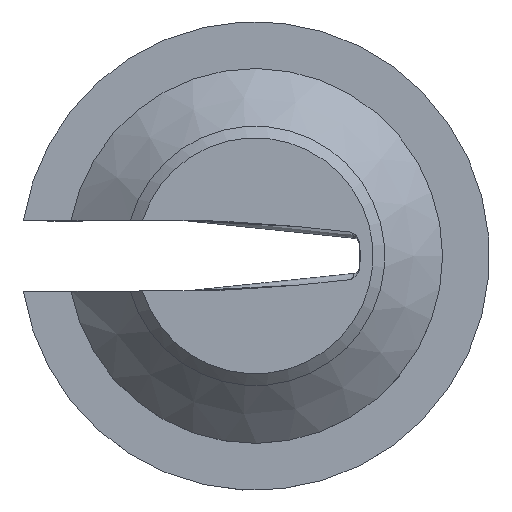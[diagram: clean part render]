
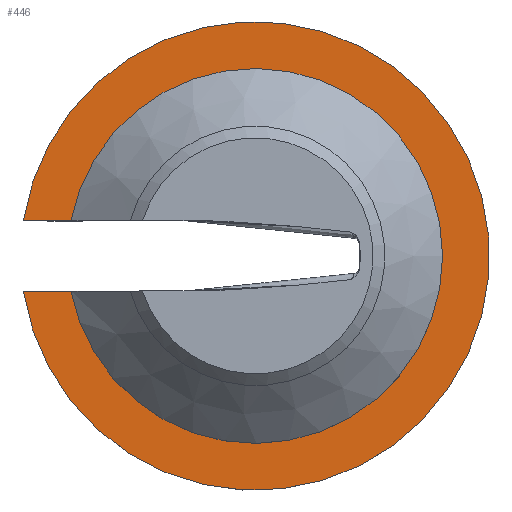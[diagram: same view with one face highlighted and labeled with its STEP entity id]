
A CAD part, top view. The second image highlights one B-rep face of the part: STEP entity #446.
In plain terms, the highlighted planar face has unit normal (0, 0, 1).
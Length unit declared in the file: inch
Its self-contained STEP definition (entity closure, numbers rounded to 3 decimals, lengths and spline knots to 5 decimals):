
#29=LINE('',#873,#43);
#38=LINE('',#1078,#52);
#43=VECTOR('',#509,0.3937);
#52=VECTOR('',#522,0.3937);
#60=PLANE('',#488);
#88=FACE_OUTER_BOUND('',#114,.T.);
#114=EDGE_LOOP('',(#399,#400,#401,#402));
#130=CIRCLE('',#487,1.25);
#131=CIRCLE('',#489,1.);
#181=VERTEX_POINT('',#870);
#182=VERTEX_POINT('',#872);
#199=VERTEX_POINT('',#1075);
#200=VERTEX_POINT('',#1077);
#229=EDGE_CURVE('',#182,#181,#29,.T.);
#249=EDGE_CURVE('',#200,#199,#38,.T.);
#272=EDGE_CURVE('',#199,#182,#130,.T.);
#273=EDGE_CURVE('',#181,#200,#131,.T.);
#399=ORIENTED_EDGE('',*,*,#229,.T.);
#400=ORIENTED_EDGE('',*,*,#273,.T.);
#401=ORIENTED_EDGE('',*,*,#249,.T.);
#402=ORIENTED_EDGE('',*,*,#272,.T.);
#446=ADVANCED_FACE('',(#88),#60,.T.);
#487=AXIS2_PLACEMENT_3D('',#1305,#557,#558);
#488=AXIS2_PLACEMENT_3D('',#1306,#559,#560);
#489=AXIS2_PLACEMENT_3D('',#1307,#561,#562);
#509=DIRECTION('',(1.,0.,0.));
#522=DIRECTION('',(-1.,0.,0.));
#557=DIRECTION('center_axis',(0.,0.,1.));
#558=DIRECTION('ref_axis',(1.,0.,0.));
#559=DIRECTION('center_axis',(0.,0.,1.));
#560=DIRECTION('ref_axis',(1.,0.,0.));
#561=DIRECTION('center_axis',(0.,0.,-1.));
#562=DIRECTION('ref_axis',(1.,0.,0.));
#870=CARTESIAN_POINT('',(-0.98226,0.1875,0.0625));
#872=CARTESIAN_POINT('',(-1.23586,0.1875,0.0625));
#873=CARTESIAN_POINT('',(-0.29811,0.1875,0.0625));
#1075=CARTESIAN_POINT('',(-1.23586,-0.1875,0.0625));
#1077=CARTESIAN_POINT('',(-0.98226,-0.1875,0.0625));
#1078=CARTESIAN_POINT('',(-0.26517,-0.1875,0.0625));
#1305=CARTESIAN_POINT('Origin',(0.,0.,0.0625));
#1306=CARTESIAN_POINT('Origin',(0.,0.,0.0625));
#1307=CARTESIAN_POINT('Origin',(0.,0.,0.0625));
